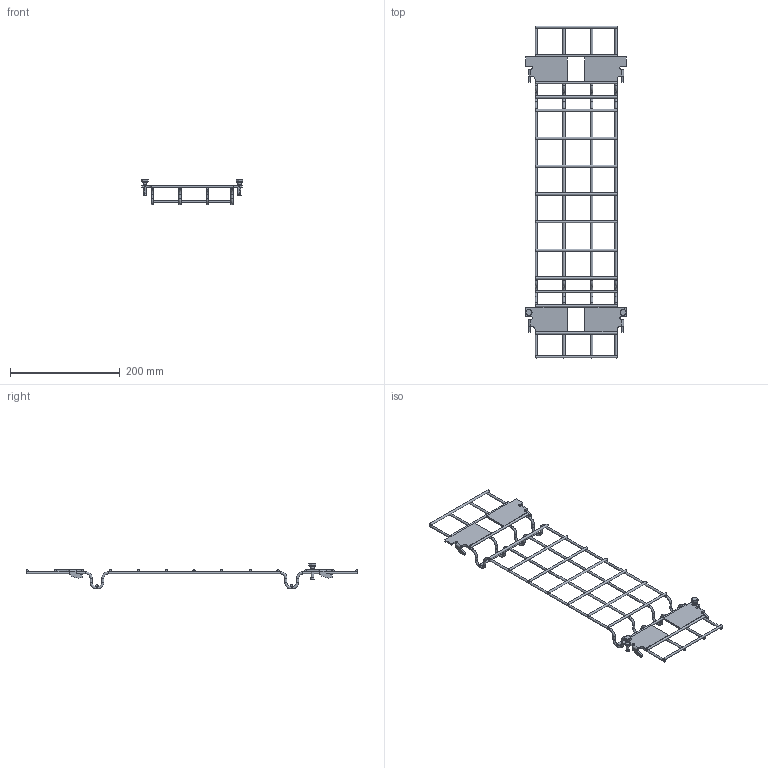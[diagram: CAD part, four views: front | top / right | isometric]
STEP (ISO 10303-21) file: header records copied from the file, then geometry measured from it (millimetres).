
FILE_DESCRIPTION (( 'STEP AP214' ), '1' );
FILE_NAME ('X00624.STEP', '2024-02-23T11:06:06', ( '' ), ( '' ), 'SwSTEP 2.0', 'SolidWorks 2023', '' );
FILE_SCHEMA (( 'AUTOMOTIVE_DESIGN' ));
Length unit declared in the file: inch
Products named in the file (1): X00624
Bounding box: 185.42 x 606.42 x 47.33 mm (x, y, z)
Volume: 110140.3 mm3; surface area: 96433.1 mm2
Topology: 27 solids, 27 shells, 261 faces, 583 edges, 380 vertices
Faces by surface type: plane 118, cylinder 87, torus 40, cone 12, bspline 4
Full cylindrical faces by diameter (mm): 4.064 x51, 4.763 x2, 5.105 x2, 6.229 x2, 6.35 x2
Entity records: 6889 total; most frequent: CARTESIAN_POINT 1494, DIRECTION 1086, ORIENTED_EDGE 826, AXIS2_PLACEMENT_3D 441, EDGE_CURVE 413, EDGE_LOOP 380, FACE_OUTER_BOUND 360, VERTEX_POINT 321
